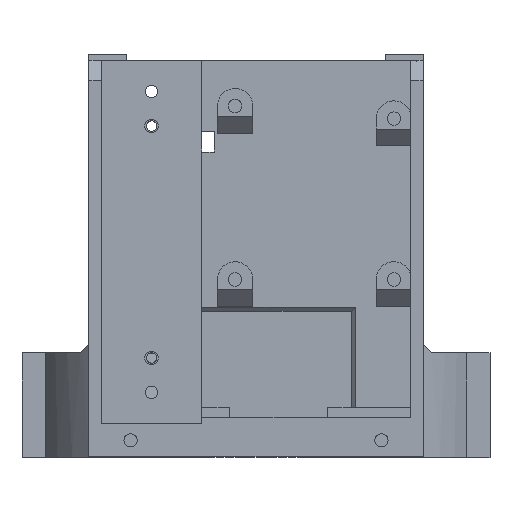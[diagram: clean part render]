
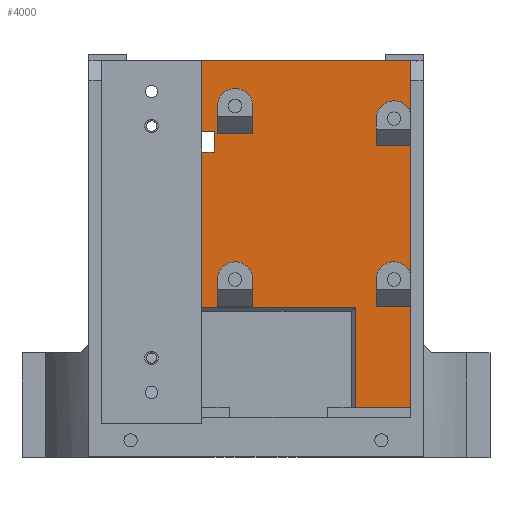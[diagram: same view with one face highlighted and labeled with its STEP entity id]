
A CAD part, top view. The second image highlights one B-rep face of the part: STEP entity #4000.
In plain terms, the highlighted planar face has unit normal (0, 0, 1).
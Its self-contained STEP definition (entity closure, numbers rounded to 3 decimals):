
#22=PLANE('',#4420);
#152=FACE_BOUND('',#535,.T.);
#153=FACE_BOUND('',#536,.T.);
#324=FACE_OUTER_BOUND('',#534,.T.);
#534=EDGE_LOOP('',(#3109,#3110,#3111,#3112,#3113,#3114,#3115,#3116,#3117,
#3118,#3119,#3120,#3121,#3122,#3123,#3124,#3125,#3126,#3127,#3128));
#535=EDGE_LOOP('',(#3129,#3130,#3131,#3132));
#536=EDGE_LOOP('',(#3133,#3134,#3135,#3136));
#847=LINE('',#8457,#1186);
#849=LINE('',#8461,#1188);
#850=LINE('',#8463,#1189);
#851=LINE('',#8465,#1190);
#852=LINE('',#8467,#1191);
#853=LINE('',#8469,#1192);
#854=LINE('',#8471,#1193);
#855=LINE('',#8473,#1194);
#856=LINE('',#8475,#1195);
#857=LINE('',#8477,#1196);
#858=LINE('',#8479,#1197);
#859=LINE('',#8483,#1198);
#860=LINE('',#8485,#1199);
#861=LINE('',#8487,#1200);
#862=LINE('',#8491,#1201);
#863=LINE('',#8493,#1202);
#864=LINE('',#8495,#1203);
#865=LINE('',#8496,#1204);
#866=LINE('',#8499,#1205);
#867=LINE('',#8501,#1206);
#868=LINE('',#8503,#1207);
#869=LINE('',#8507,#1208);
#870=LINE('',#8509,#1209);
#871=LINE('',#8511,#1210);
#1186=VECTOR('',#5238,1000.);
#1188=VECTOR('',#5242,1000.);
#1189=VECTOR('',#5243,1000.);
#1190=VECTOR('',#5244,1000.);
#1191=VECTOR('',#5245,1000.);
#1192=VECTOR('',#5246,1000.);
#1193=VECTOR('',#5247,1000.);
#1194=VECTOR('',#5248,1000.);
#1195=VECTOR('',#5249,1000.);
#1196=VECTOR('',#5250,1000.);
#1197=VECTOR('',#5251,1000.);
#1198=VECTOR('',#5254,1000.);
#1199=VECTOR('',#5255,1000.);
#1200=VECTOR('',#5256,1000.);
#1201=VECTOR('',#5259,1000.);
#1202=VECTOR('',#5260,1000.);
#1203=VECTOR('',#5261,1000.);
#1204=VECTOR('',#5262,1000.);
#1205=VECTOR('',#5263,1000.);
#1206=VECTOR('',#5264,1000.);
#1207=VECTOR('',#5265,1000.);
#1208=VECTOR('',#5268,1000.);
#1209=VECTOR('',#5269,1000.);
#1210=VECTOR('',#5270,1000.);
#1608=CIRCLE('',#4421,4.25);
#1609=CIRCLE('',#4422,4.25);
#1610=CIRCLE('',#4423,4.25);
#1611=CIRCLE('',#4424,4.25);
#1920=VERTEX_POINT('',#8454);
#1921=VERTEX_POINT('',#8456);
#1922=VERTEX_POINT('',#8460);
#1923=VERTEX_POINT('',#8462);
#1924=VERTEX_POINT('',#8464);
#1925=VERTEX_POINT('',#8466);
#1926=VERTEX_POINT('',#8468);
#1927=VERTEX_POINT('',#8470);
#1928=VERTEX_POINT('',#8472);
#1929=VERTEX_POINT('',#8474);
#1930=VERTEX_POINT('',#8476);
#1931=VERTEX_POINT('',#8478);
#1932=VERTEX_POINT('',#8480);
#1933=VERTEX_POINT('',#8482);
#1934=VERTEX_POINT('',#8484);
#1935=VERTEX_POINT('',#8486);
#1936=VERTEX_POINT('',#8488);
#1937=VERTEX_POINT('',#8490);
#1938=VERTEX_POINT('',#8492);
#1939=VERTEX_POINT('',#8494);
#1940=VERTEX_POINT('',#8497);
#1941=VERTEX_POINT('',#8498);
#1942=VERTEX_POINT('',#8500);
#1943=VERTEX_POINT('',#8502);
#1944=VERTEX_POINT('',#8505);
#1945=VERTEX_POINT('',#8506);
#1946=VERTEX_POINT('',#8508);
#1947=VERTEX_POINT('',#8510);
#2416=EDGE_CURVE('',#1921,#1920,#847,.T.);
#2418=EDGE_CURVE('',#1922,#1920,#849,.T.);
#2419=EDGE_CURVE('',#1923,#1922,#850,.T.);
#2420=EDGE_CURVE('',#1924,#1923,#851,.T.);
#2421=EDGE_CURVE('',#1924,#1925,#852,.T.);
#2422=EDGE_CURVE('',#1926,#1925,#853,.T.);
#2423=EDGE_CURVE('',#1927,#1926,#854,.T.);
#2424=EDGE_CURVE('',#1928,#1927,#855,.T.);
#2425=EDGE_CURVE('',#1929,#1928,#856,.T.);
#2426=EDGE_CURVE('',#1929,#1930,#857,.T.);
#2427=EDGE_CURVE('',#1931,#1930,#858,.T.);
#2428=EDGE_CURVE('',#1932,#1931,#1608,.T.);
#2429=EDGE_CURVE('',#1933,#1932,#859,.T.);
#2430=EDGE_CURVE('',#1933,#1934,#860,.T.);
#2431=EDGE_CURVE('',#1935,#1934,#861,.T.);
#2432=EDGE_CURVE('',#1936,#1935,#1609,.T.);
#2433=EDGE_CURVE('',#1937,#1936,#862,.T.);
#2434=EDGE_CURVE('',#1938,#1937,#863,.T.);
#2435=EDGE_CURVE('',#1939,#1938,#864,.T.);
#2436=EDGE_CURVE('',#1921,#1939,#865,.T.);
#2437=EDGE_CURVE('',#1940,#1941,#866,.T.);
#2438=EDGE_CURVE('',#1940,#1942,#867,.T.);
#2439=EDGE_CURVE('',#1943,#1942,#868,.T.);
#2440=EDGE_CURVE('',#1941,#1943,#1610,.T.);
#2441=EDGE_CURVE('',#1944,#1945,#869,.T.);
#2442=EDGE_CURVE('',#1944,#1946,#870,.T.);
#2443=EDGE_CURVE('',#1947,#1946,#871,.T.);
#2444=EDGE_CURVE('',#1945,#1947,#1611,.T.);
#3109=ORIENTED_EDGE('',*,*,#2418,.F.);
#3110=ORIENTED_EDGE('',*,*,#2419,.F.);
#3111=ORIENTED_EDGE('',*,*,#2420,.F.);
#3112=ORIENTED_EDGE('',*,*,#2421,.T.);
#3113=ORIENTED_EDGE('',*,*,#2422,.F.);
#3114=ORIENTED_EDGE('',*,*,#2423,.F.);
#3115=ORIENTED_EDGE('',*,*,#2424,.F.);
#3116=ORIENTED_EDGE('',*,*,#2425,.F.);
#3117=ORIENTED_EDGE('',*,*,#2426,.T.);
#3118=ORIENTED_EDGE('',*,*,#2427,.F.);
#3119=ORIENTED_EDGE('',*,*,#2428,.F.);
#3120=ORIENTED_EDGE('',*,*,#2429,.F.);
#3121=ORIENTED_EDGE('',*,*,#2430,.T.);
#3122=ORIENTED_EDGE('',*,*,#2431,.F.);
#3123=ORIENTED_EDGE('',*,*,#2432,.F.);
#3124=ORIENTED_EDGE('',*,*,#2433,.F.);
#3125=ORIENTED_EDGE('',*,*,#2434,.F.);
#3126=ORIENTED_EDGE('',*,*,#2435,.F.);
#3127=ORIENTED_EDGE('',*,*,#2436,.F.);
#3128=ORIENTED_EDGE('',*,*,#2416,.T.);
#3129=ORIENTED_EDGE('',*,*,#2437,.F.);
#3130=ORIENTED_EDGE('',*,*,#2438,.T.);
#3131=ORIENTED_EDGE('',*,*,#2439,.F.);
#3132=ORIENTED_EDGE('',*,*,#2440,.F.);
#3133=ORIENTED_EDGE('',*,*,#2441,.F.);
#3134=ORIENTED_EDGE('',*,*,#2442,.T.);
#3135=ORIENTED_EDGE('',*,*,#2443,.F.);
#3136=ORIENTED_EDGE('',*,*,#2444,.F.);
#4000=ADVANCED_FACE('',(#324,#152,#153),#22,.T.);
#4420=AXIS2_PLACEMENT_3D('',#8459,#5240,#5241);
#4421=AXIS2_PLACEMENT_3D('',#8481,#5252,#5253);
#4422=AXIS2_PLACEMENT_3D('',#8489,#5257,#5258);
#4423=AXIS2_PLACEMENT_3D('',#8504,#5266,#5267);
#4424=AXIS2_PLACEMENT_3D('',#8512,#5271,#5272);
#5238=DIRECTION('',(0.,-1.,0.));
#5240=DIRECTION('center_axis',(0.,0.,1.));
#5241=DIRECTION('ref_axis',(1.,0.,0.));
#5242=DIRECTION('',(-1.,0.,0.));
#5243=DIRECTION('',(0.,1.,0.));
#5244=DIRECTION('',(1.,0.,0.));
#5245=DIRECTION('',(0.,-1.,0.));
#5246=DIRECTION('',(-1.,0.,0.));
#5247=DIRECTION('',(0.,1.,0.));
#5248=DIRECTION('',(-1.,0.,0.));
#5249=DIRECTION('',(0.,-1.,0.));
#5250=DIRECTION('',(-1.,0.,0.));
#5251=DIRECTION('',(0.,-1.,0.));
#5252=DIRECTION('center_axis',(0.,0.,1.));
#5253=DIRECTION('ref_axis',(1.,0.,0.));
#5254=DIRECTION('',(0.,-1.,0.));
#5255=DIRECTION('',(-1.,0.,0.));
#5256=DIRECTION('',(0.,-1.,0.));
#5257=DIRECTION('center_axis',(0.,0.,1.));
#5258=DIRECTION('ref_axis',(1.,0.,0.));
#5259=DIRECTION('',(0.,-1.,0.));
#5260=DIRECTION('',(-1.,0.,0.));
#5261=DIRECTION('',(0.,-1.,0.));
#5262=DIRECTION('',(1.,0.,0.));
#5263=DIRECTION('',(0.,1.,0.));
#5264=DIRECTION('',(-1.,0.,0.));
#5265=DIRECTION('',(0.,-1.,0.));
#5266=DIRECTION('center_axis',(0.,0.,1.));
#5267=DIRECTION('ref_axis',(1.,0.,0.));
#5268=DIRECTION('',(0.,1.,0.));
#5269=DIRECTION('',(-1.,0.,0.));
#5270=DIRECTION('',(0.,-1.,0.));
#5271=DIRECTION('center_axis',(0.,0.,1.));
#5272=DIRECTION('ref_axis',(1.,0.,0.));
#8454=CARTESIAN_POINT('',(-13.,78.,54.779));
#8456=CARTESIAN_POINT('',(-13.,95.,54.779));
#8457=CARTESIAN_POINT('',(-13.,59.,54.779));
#8459=CARTESIAN_POINT('Origin',(-13.,59.,54.779));
#8460=CARTESIAN_POINT('',(-10.,78.,54.779));
#8461=CARTESIAN_POINT('',(-13.,78.,54.779));
#8462=CARTESIAN_POINT('',(-10.,73.,54.779));
#8463=CARTESIAN_POINT('',(-10.,78.,54.779));
#8464=CARTESIAN_POINT('',(-13.,73.,54.779));
#8465=CARTESIAN_POINT('',(-13.,73.,54.779));
#8466=CARTESIAN_POINT('',(-13.,35.9,54.779));
#8467=CARTESIAN_POINT('',(-13.,59.,54.779));
#8468=CARTESIAN_POINT('',(23.8,35.9,54.779));
#8469=CARTESIAN_POINT('',(23.8,35.9,54.779));
#8470=CARTESIAN_POINT('',(23.8,11.9,54.779));
#8471=CARTESIAN_POINT('',(23.8,11.9,54.779));
#8472=CARTESIAN_POINT('',(37.,11.9,54.779));
#8473=CARTESIAN_POINT('',(0.,11.9,54.779));
#8474=CARTESIAN_POINT('',(37.,36.,54.779));
#8475=CARTESIAN_POINT('',(37.,67.161,54.779));
#8476=CARTESIAN_POINT('',(28.75,36.,54.779));
#8477=CARTESIAN_POINT('',(-13.,36.,54.779));
#8478=CARTESIAN_POINT('',(28.75,42.5,54.779));
#8479=CARTESIAN_POINT('',(28.75,42.5,54.779));
#8480=CARTESIAN_POINT('',(37.,43.936,54.779));
#8481=CARTESIAN_POINT('Origin',(33.,42.5,54.779));
#8482=CARTESIAN_POINT('',(37.,74.5,54.779));
#8483=CARTESIAN_POINT('',(37.,67.161,54.779));
#8484=CARTESIAN_POINT('',(28.75,74.5,54.779));
#8485=CARTESIAN_POINT('',(-13.,74.5,54.779));
#8486=CARTESIAN_POINT('',(28.75,81.,54.779));
#8487=CARTESIAN_POINT('',(28.75,81.,54.779));
#8488=CARTESIAN_POINT('',(37.,82.436,54.779));
#8489=CARTESIAN_POINT('Origin',(33.,81.,54.779));
#8490=CARTESIAN_POINT('',(37.,83.5,54.779));
#8491=CARTESIAN_POINT('',(37.,67.161,54.779));
#8492=CARTESIAN_POINT('',(38.5,83.5,54.779));
#8493=CARTESIAN_POINT('',(38.5,83.5,54.779));
#8494=CARTESIAN_POINT('',(38.5,95.,54.779));
#8495=CARTESIAN_POINT('',(38.5,95.5,54.779));
#8496=CARTESIAN_POINT('',(-13.,95.,54.779));
#8497=CARTESIAN_POINT('',(-0.75,77.5,54.779));
#8498=CARTESIAN_POINT('',(-0.75,84.,54.779));
#8499=CARTESIAN_POINT('',(-0.75,81.5,54.779));
#8500=CARTESIAN_POINT('',(-9.25,77.5,54.779));
#8501=CARTESIAN_POINT('',(-13.,77.5,54.779));
#8502=CARTESIAN_POINT('',(-9.25,84.,54.779));
#8503=CARTESIAN_POINT('',(-9.25,84.,54.779));
#8504=CARTESIAN_POINT('Origin',(-5.,84.,54.779));
#8505=CARTESIAN_POINT('',(-0.75,36.,54.779));
#8506=CARTESIAN_POINT('',(-0.75,42.5,54.779));
#8507=CARTESIAN_POINT('',(-0.75,42.5,54.779));
#8508=CARTESIAN_POINT('',(-9.25,36.,54.779));
#8509=CARTESIAN_POINT('',(-13.,36.,54.779));
#8510=CARTESIAN_POINT('',(-9.25,42.5,54.779));
#8511=CARTESIAN_POINT('',(-9.25,42.5,54.779));
#8512=CARTESIAN_POINT('Origin',(-5.,42.5,54.779));
